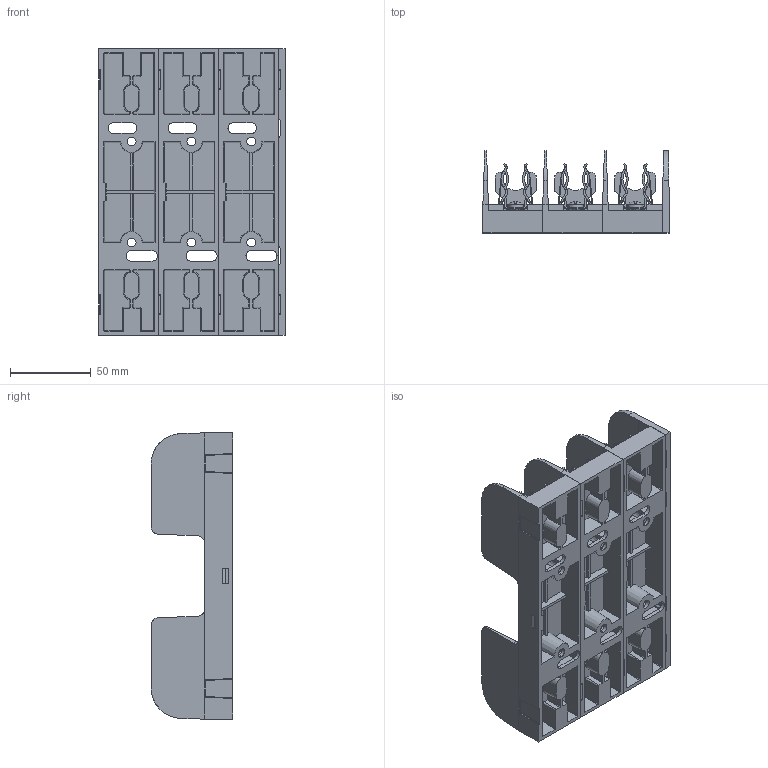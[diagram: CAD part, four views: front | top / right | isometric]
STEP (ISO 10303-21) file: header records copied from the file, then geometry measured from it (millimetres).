
FILE_DESCRIPTION (( 'STEP AP214' ), '1' );
FILE_NAME ('05B0456.STEP', '2024-11-13T15:26:07', ( '' ), ( '' ), 'SwSTEP 2.0', 'SolidWorks 2021', '' );
FILE_SCHEMA (( 'AUTOMOTIVE_DESIGN' ));
Length unit declared in the file: inch
Products named in the file (11): U00019A; F08907; F08936_90272A147; C08922P_FIT FOR 370006 CLIP; F08990_90287A242; C08931; U00038; C08939; U09361; U09360; 05B0456
Assembly tree (23 placements, depth 3):
  05B0456
    U09360  x3
    U09361
    U00019A  x3
      C08922P_FIT FOR 370006 CLIP
      C08931
      F08907
    U00038  x3
      C08922P_FIT FOR 370006 CLIP
      C08931
      F08907
      C08939
    F08936_90272A147  x3
    F08990_90287A242  x3
Bounding box: 115.65 x 50.8 x 177.8 mm (x, y, z)
Volume: 205798 mm3; surface area: 180125.7 mm2
Topology: 37 solids, 37 shells, 3451 faces, 8979 edges, 5528 vertices
Faces by surface type: plane 1693, cylinder 1044, cone 510, bspline 108, torus 72, sphere 24
Entity records: 31097 total; most frequent: CARTESIAN_POINT 9643, ORIENTED_EDGE 4586, DIRECTION 4228, EDGE_CURVE 2293, VERTEX_POINT 1453, AXIS2_PLACEMENT_3D 1414, LINE 1400, VECTOR 1400
